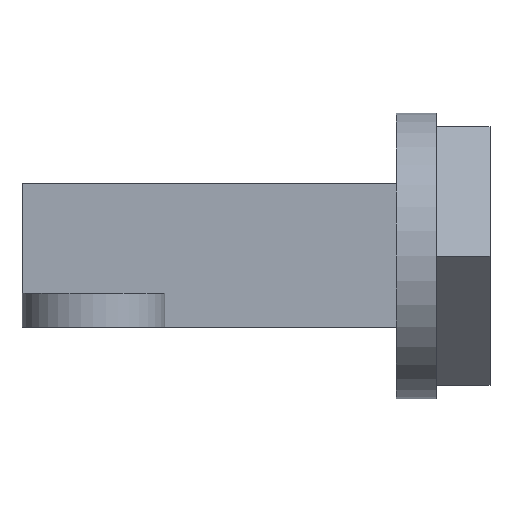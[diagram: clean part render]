
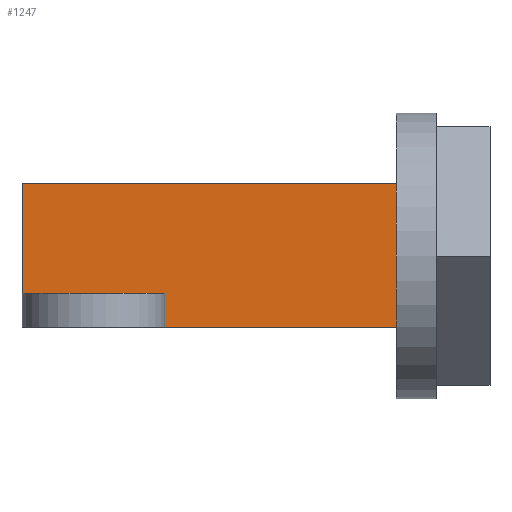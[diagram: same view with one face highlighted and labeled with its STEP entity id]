
A CAD part, front view. The second image highlights one B-rep face of the part: STEP entity #1247.
In plain terms, the highlighted planar face has unit normal (0, -1, 0).
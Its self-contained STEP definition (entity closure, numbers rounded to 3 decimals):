
#140=FACE_OUTER_BOUND('',#227,.T.);
#227=EDGE_LOOP('',(#1056,#1057,#1058,#1059,#1060,#1061,#1062,#1063,#1064));
#342=LINE('',#1906,#480);
#362=LINE('',#1955,#500);
#367=LINE('',#1965,#505);
#368=LINE('',#1979,#506);
#370=LINE('',#1983,#508);
#371=LINE('',#1985,#509);
#372=LINE('',#1987,#510);
#373=LINE('',#1989,#511);
#374=LINE('',#1990,#512);
#480=VECTOR('',#1550,10.);
#500=VECTOR('',#1590,10.);
#505=VECTOR('',#1603,10.);
#506=VECTOR('',#1618,10.);
#508=VECTOR('',#1622,10.);
#509=VECTOR('',#1623,10.);
#510=VECTOR('',#1624,10.);
#511=VECTOR('',#1625,10.);
#512=VECTOR('',#1626,10.);
#598=VERTEX_POINT('',#1902);
#600=VERTEX_POINT('',#1905);
#618=VERTEX_POINT('',#1951);
#619=VERTEX_POINT('',#1953);
#626=VERTEX_POINT('',#1978);
#627=VERTEX_POINT('',#1982);
#628=VERTEX_POINT('',#1984);
#629=VERTEX_POINT('',#1986);
#630=VERTEX_POINT('',#1988);
#739=EDGE_CURVE('',#600,#598,#342,.T.);
#764=EDGE_CURVE('',#619,#618,#362,.T.);
#770=EDGE_CURVE('',#600,#619,#367,.T.);
#776=EDGE_CURVE('',#626,#618,#368,.T.);
#778=EDGE_CURVE('',#598,#627,#370,.T.);
#779=EDGE_CURVE('',#628,#627,#371,.T.);
#780=EDGE_CURVE('',#629,#628,#372,.T.);
#781=EDGE_CURVE('',#630,#629,#373,.T.);
#782=EDGE_CURVE('',#630,#626,#374,.T.);
#1056=ORIENTED_EDGE('',*,*,#739,.T.);
#1057=ORIENTED_EDGE('',*,*,#778,.T.);
#1058=ORIENTED_EDGE('',*,*,#779,.F.);
#1059=ORIENTED_EDGE('',*,*,#780,.F.);
#1060=ORIENTED_EDGE('',*,*,#781,.F.);
#1061=ORIENTED_EDGE('',*,*,#782,.T.);
#1062=ORIENTED_EDGE('',*,*,#776,.T.);
#1063=ORIENTED_EDGE('',*,*,#764,.F.);
#1064=ORIENTED_EDGE('',*,*,#770,.F.);
#1198=PLANE('',#1345);
#1247=ADVANCED_FACE('',(#140),#1198,.T.);
#1345=AXIS2_PLACEMENT_3D('',#1981,#1620,#1621);
#1550=DIRECTION('',(-1.,0.,0.));
#1590=DIRECTION('',(0.,0.,-1.));
#1603=DIRECTION('',(0.,0.,-1.));
#1618=DIRECTION('',(1.,0.,0.));
#1620=DIRECTION('center_axis',(0.,-1.,0.));
#1621=DIRECTION('ref_axis',(0.,0.,1.));
#1622=DIRECTION('',(0.,0.,-1.));
#1623=DIRECTION('',(-1.,0.,0.));
#1624=DIRECTION('',(0.,0.,1.));
#1625=DIRECTION('',(1.,0.,0.));
#1626=DIRECTION('',(0.,0.,-1.));
#1902=CARTESIAN_POINT('',(7.5,41.5,25.257));
#1905=CARTESIAN_POINT('',(73.,41.5,25.257));
#1906=CARTESIAN_POINT('',(73.,41.5,25.257));
#1951=CARTESIAN_POINT('',(73.,41.5,0.));
#1953=CARTESIAN_POINT('',(73.,41.5,0.));
#1955=CARTESIAN_POINT('',(73.,41.5,-10.));
#1965=CARTESIAN_POINT('',(73.,41.5,-10.));
#1978=CARTESIAN_POINT('',(7.5,41.5,0.));
#1979=CARTESIAN_POINT('',(40.25,41.5,0.));
#1981=CARTESIAN_POINT('Origin',(73.,41.5,-10.));
#1982=CARTESIAN_POINT('',(7.5,41.5,6.));
#1983=CARTESIAN_POINT('',(7.5,41.5,10.085));
#1984=CARTESIAN_POINT('',(32.5,41.5,6.));
#1985=CARTESIAN_POINT('',(51.5,41.5,6.));
#1986=CARTESIAN_POINT('',(32.5,41.5,0.));
#1987=CARTESIAN_POINT('',(32.5,41.5,-3.5));
#1988=CARTESIAN_POINT('',(7.5,41.5,0.));
#1989=CARTESIAN_POINT('',(51.5,41.5,0.));
#1990=CARTESIAN_POINT('',(7.5,41.5,10.085));
